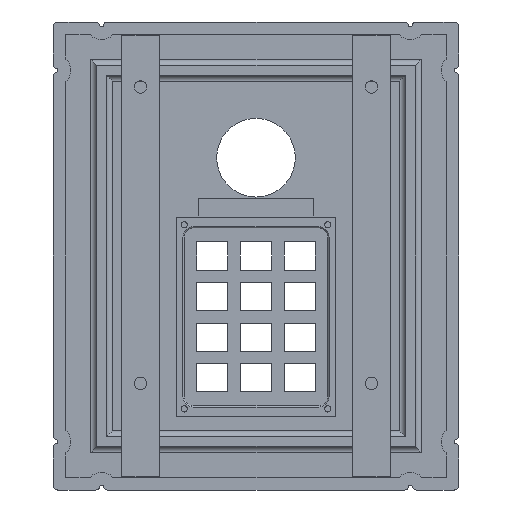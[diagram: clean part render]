
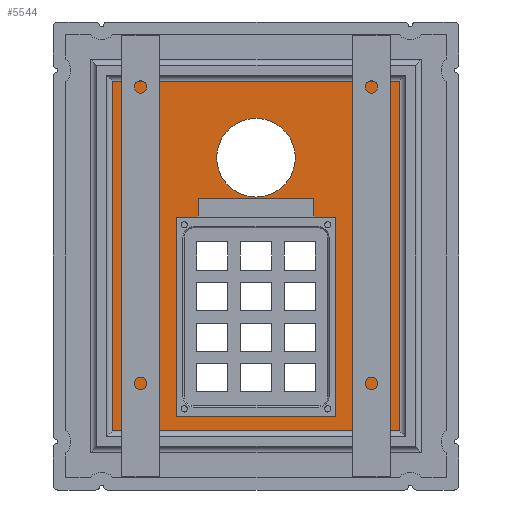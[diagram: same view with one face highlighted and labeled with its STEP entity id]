
A CAD part, front view. The second image highlights one B-rep face of the part: STEP entity #5544.
In plain terms, the highlighted planar face has unit normal (0, -1, 0).
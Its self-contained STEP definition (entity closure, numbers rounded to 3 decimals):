
#109=FACE_BOUND('',#823,.T.);
#110=FACE_BOUND('',#824,.T.);
#296=CIRCLE('',#5938,12.6);
#483=FACE_OUTER_BOUND('',#822,.T.);
#822=EDGE_LOOP('',(#3849,#3850,#3851,#3852));
#823=EDGE_LOOP('',(#3853));
#824=EDGE_LOOP('',(#3854,#3855,#3856,#3857,#3858,#3859,#3860,#3861));
#1233=LINE('',#8303,#1824);
#1236=LINE('',#8313,#1827);
#1238=LINE('',#8319,#1829);
#1240=LINE('',#8323,#1831);
#1241=LINE('',#8329,#1832);
#1242=LINE('',#8331,#1833);
#1243=LINE('',#8333,#1834);
#1244=LINE('',#8335,#1835);
#1245=LINE('',#8337,#1836);
#1246=LINE('',#8339,#1837);
#1247=LINE('',#8341,#1838);
#1248=LINE('',#8342,#1839);
#1824=VECTOR('',#6604,10.);
#1827=VECTOR('',#6613,10.);
#1829=VECTOR('',#6619,10.);
#1831=VECTOR('',#6625,10.);
#1832=VECTOR('',#6630,10.);
#1833=VECTOR('',#6631,10.);
#1834=VECTOR('',#6632,10.);
#1835=VECTOR('',#6633,10.);
#1836=VECTOR('',#6634,10.);
#1837=VECTOR('',#6635,10.);
#1838=VECTOR('',#6636,10.);
#1839=VECTOR('',#6637,10.);
#2437=VERTEX_POINT('',#8301);
#2438=VERTEX_POINT('',#8302);
#2442=VERTEX_POINT('',#8312);
#2444=VERTEX_POINT('',#8318);
#2445=VERTEX_POINT('',#8325);
#2446=VERTEX_POINT('',#8327);
#2447=VERTEX_POINT('',#8328);
#2448=VERTEX_POINT('',#8330);
#2449=VERTEX_POINT('',#8332);
#2450=VERTEX_POINT('',#8334);
#2451=VERTEX_POINT('',#8336);
#2452=VERTEX_POINT('',#8338);
#2453=VERTEX_POINT('',#8340);
#2967=EDGE_CURVE('',#2437,#2438,#1233,.T.);
#2972=EDGE_CURVE('',#2438,#2442,#1236,.T.);
#2975=EDGE_CURVE('',#2442,#2444,#1238,.T.);
#2978=EDGE_CURVE('',#2444,#2437,#1240,.T.);
#2979=EDGE_CURVE('',#2445,#2445,#296,.T.);
#2980=EDGE_CURVE('',#2446,#2447,#1241,.T.);
#2981=EDGE_CURVE('',#2448,#2446,#1242,.T.);
#2982=EDGE_CURVE('',#2449,#2448,#1243,.T.);
#2983=EDGE_CURVE('',#2450,#2449,#1244,.T.);
#2984=EDGE_CURVE('',#2451,#2450,#1245,.T.);
#2985=EDGE_CURVE('',#2452,#2451,#1246,.T.);
#2986=EDGE_CURVE('',#2453,#2452,#1247,.T.);
#2987=EDGE_CURVE('',#2447,#2453,#1248,.T.);
#3849=ORIENTED_EDGE('',*,*,#2967,.F.);
#3850=ORIENTED_EDGE('',*,*,#2978,.F.);
#3851=ORIENTED_EDGE('',*,*,#2975,.F.);
#3852=ORIENTED_EDGE('',*,*,#2972,.F.);
#3853=ORIENTED_EDGE('',*,*,#2979,.F.);
#3854=ORIENTED_EDGE('',*,*,#2980,.F.);
#3855=ORIENTED_EDGE('',*,*,#2981,.F.);
#3856=ORIENTED_EDGE('',*,*,#2982,.F.);
#3857=ORIENTED_EDGE('',*,*,#2983,.F.);
#3858=ORIENTED_EDGE('',*,*,#2984,.F.);
#3859=ORIENTED_EDGE('',*,*,#2985,.F.);
#3860=ORIENTED_EDGE('',*,*,#2986,.F.);
#3861=ORIENTED_EDGE('',*,*,#2987,.F.);
#5346=PLANE('',#5937);
#5544=ADVANCED_FACE('',(#483,#109,#110),#5346,.T.);
#5937=AXIS2_PLACEMENT_3D('',#8324,#6626,#6627);
#5938=AXIS2_PLACEMENT_3D('',#8326,#6628,#6629);
#6604=DIRECTION('',(0.,0.,-1.));
#6613=DIRECTION('',(-1.,0.,0.));
#6619=DIRECTION('',(0.,0.,1.));
#6625=DIRECTION('',(1.,0.,0.));
#6626=DIRECTION('center_axis',(0.,-1.,0.));
#6627=DIRECTION('ref_axis',(1.,0.,0.));
#6628=DIRECTION('center_axis',(0.,-1.,0.));
#6629=DIRECTION('ref_axis',(-1.,0.,0.));
#6630=DIRECTION('',(0.,0.,-1.));
#6631=DIRECTION('',(-1.,0.,0.));
#6632=DIRECTION('',(0.,0.,1.));
#6633=DIRECTION('',(-1.,0.,0.));
#6634=DIRECTION('',(0.,0.,1.));
#6635=DIRECTION('',(1.,0.,0.));
#6636=DIRECTION('',(0.,0.,-1.));
#6637=DIRECTION('',(-1.,0.,0.));
#8301=CARTESIAN_POINT('',(68.19,12.,99.852));
#8302=CARTESIAN_POINT('',(68.19,12.,-12.148));
#8303=CARTESIAN_POINT('',(68.19,12.,72.852));
#8312=CARTESIAN_POINT('',(-23.81,12.,-12.148));
#8313=CARTESIAN_POINT('',(46.19,12.,-12.148));
#8318=CARTESIAN_POINT('',(-23.81,12.,99.852));
#8319=CARTESIAN_POINT('',(-23.81,12.,14.852));
#8323=CARTESIAN_POINT('',(-1.81,12.,99.852));
#8324=CARTESIAN_POINT('Origin',(22.19,12.,43.852));
#8325=CARTESIAN_POINT('',(34.79,12.,75.352));
#8326=CARTESIAN_POINT('Origin',(22.19,12.,75.352));
#8327=CARTESIAN_POINT('',(3.69,12.,62.352));
#8328=CARTESIAN_POINT('',(3.69,12.,56.352));
#8329=CARTESIAN_POINT('',(3.69,12.,53.102));
#8330=CARTESIAN_POINT('',(40.69,12.,62.352));
#8331=CARTESIAN_POINT('',(31.44,12.,62.352));
#8332=CARTESIAN_POINT('',(40.69,12.,56.352));
#8333=CARTESIAN_POINT('',(40.69,12.,50.102));
#8334=CARTESIAN_POINT('',(47.69,12.,56.352));
#8335=CARTESIAN_POINT('',(40.69,12.,56.352));
#8336=CARTESIAN_POINT('',(47.69,12.,-7.648));
#8337=CARTESIAN_POINT('',(47.69,12.,56.352));
#8338=CARTESIAN_POINT('',(-3.31,12.,-7.648));
#8339=CARTESIAN_POINT('',(47.69,12.,-7.648));
#8340=CARTESIAN_POINT('',(-3.31,12.,56.352));
#8341=CARTESIAN_POINT('',(-3.31,12.,-7.648));
#8342=CARTESIAN_POINT('',(-3.31,12.,56.352));
